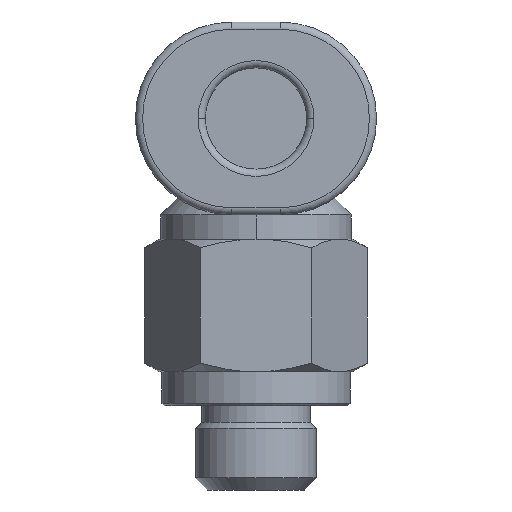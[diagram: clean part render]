
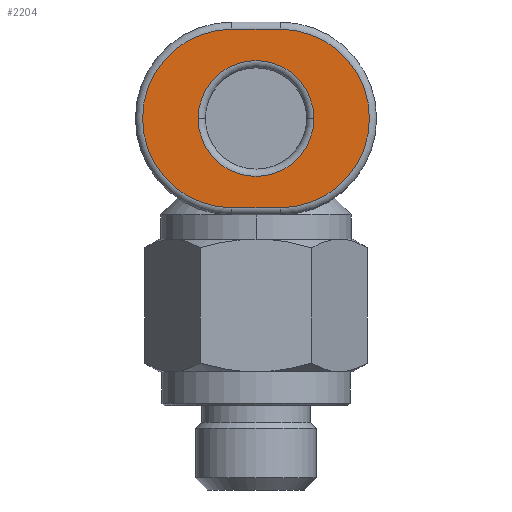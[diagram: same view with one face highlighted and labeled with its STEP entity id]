
A CAD part, front view. The second image highlights one B-rep face of the part: STEP entity #2204.
In plain terms, the highlighted planar face has unit normal (0, -1, 0).
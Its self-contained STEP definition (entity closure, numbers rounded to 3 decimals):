
#870=CARTESIAN_POINT('',(2.4,-12.7,5.7));
#871=VERTEX_POINT('',#870);
#879=CARTESIAN_POINT('',(-2.4,-12.7,5.7));
#880=VERTEX_POINT('',#879);
#881=CARTESIAN_POINT('',(0.0,-12.7,5.7));
#882=DIRECTION('',(0.0,-1.0,0.0));
#883=DIRECTION('',(1.0,0.0,0.0));
#884=AXIS2_PLACEMENT_3D('',#881,#882,#883);
#885=CIRCLE('',#884,2.4);
#886=EDGE_CURVE('',#871,#880,#885,.T.);
#2017=CARTESIAN_POINT('',(-1.0,-12.7,2.));
#2018=VERTEX_POINT('',#2017);
#2019=CARTESIAN_POINT('',(-1.,-12.7,9.4));
#2020=VERTEX_POINT('',#2019);
#2021=CARTESIAN_POINT('',(-1.0,-12.7,5.7));
#2022=DIRECTION('',(0.0,1.0,0.0));
#2023=DIRECTION('',(-1.0,0.0,0.0));
#2024=AXIS2_PLACEMENT_3D('',#2021,#2022,#2023);
#2025=CIRCLE('',#2024,3.7);
#2026=EDGE_CURVE('',#2018,#2020,#2025,.T.);
#2061=CARTESIAN_POINT('',(1.,-12.7,9.4));
#2062=VERTEX_POINT('',#2061);
#2063=CARTESIAN_POINT('',(-1.,-12.7,9.4));
#2064=DIRECTION('',(1.0,0.0,0.0));
#2065=VECTOR('',#2064,2.);
#2066=LINE('',#2063,#2065);
#2067=EDGE_CURVE('',#2020,#2062,#2066,.T.);
#2101=CARTESIAN_POINT('',(1.0,-12.7,2.));
#2102=VERTEX_POINT('',#2101);
#2110=CARTESIAN_POINT('',(1.0,-12.7,2.));
#2111=DIRECTION('',(-1.0,0.0,0.0));
#2112=VECTOR('',#2111,2.0);
#2113=LINE('',#2110,#2112);
#2114=EDGE_CURVE('',#2102,#2018,#2113,.T.);
#2125=CARTESIAN_POINT('',(1.0,-12.7,5.7));
#2126=DIRECTION('',(0.,1.0,0.));
#2127=DIRECTION('',(1.0,0.,0.));
#2128=AXIS2_PLACEMENT_3D('',#2125,#2126,#2127);
#2129=CIRCLE('',#2128,3.7);
#2130=EDGE_CURVE('',#2062,#2102,#2129,.T.);
#2183=CARTESIAN_POINT('',(0.,-12.7,5.7));
#2184=DIRECTION('',(0.0,1.0,0.0));
#2185=DIRECTION('',(1.0,0.0,0.0));
#2186=AXIS2_PLACEMENT_3D('',#2183,#2184,#2185);
#2187=PLANE('',#2186);
#2188=ORIENTED_EDGE('',*,*,#2026,.F.);
#2189=ORIENTED_EDGE('',*,*,#2114,.F.);
#2190=ORIENTED_EDGE('',*,*,#2130,.F.);
#2191=ORIENTED_EDGE('',*,*,#2067,.F.);
#2192=EDGE_LOOP('',(#2188,#2189,#2190,#2191));
#2193=FACE_OUTER_BOUND('',#2192,.T.);
#2194=CARTESIAN_POINT('',(0.0,-12.7,5.7));
#2195=DIRECTION('',(0.0,-1.0,0.0));
#2196=DIRECTION('',(1.0,0.0,0.0));
#2197=AXIS2_PLACEMENT_3D('',#2194,#2195,#2196);
#2198=CIRCLE('',#2197,2.4);
#2199=EDGE_CURVE('',#880,#871,#2198,.T.);
#2200=ORIENTED_EDGE('',*,*,#2199,.F.);
#2201=ORIENTED_EDGE('',*,*,#886,.F.);
#2202=EDGE_LOOP('',(#2200,#2201));
#2203=FACE_BOUND('',#2202,.T.);
#2204=ADVANCED_FACE('',(#2193,#2203),#2187,.F.);
